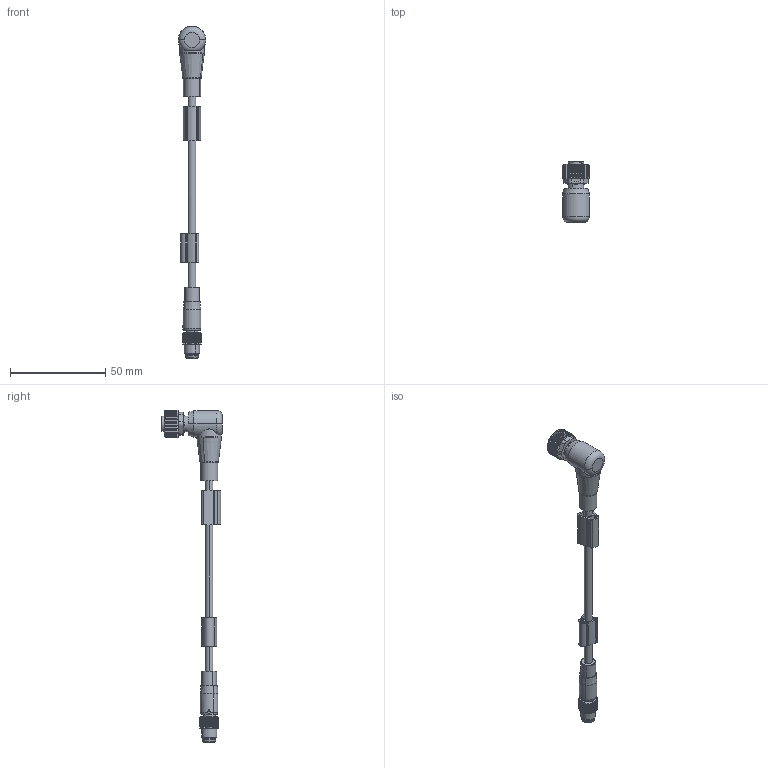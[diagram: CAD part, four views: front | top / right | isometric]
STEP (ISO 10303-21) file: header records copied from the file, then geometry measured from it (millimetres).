
FILE_DESCRIPTION(('CATIA V5 STEP Exchange','CAx-IF Rec.Pracs.--- Model Styling and Organization---1.5--- 2016-08-15','CAx-IF Rec.Pracs.---Supplemental Geometry---1.0---2011-11-01','CAx-IF Rec.Pracs.--- Composite Materials ---1.1---2010-07-15'),'2;1');
FILE_NAME ('268465-2_0', '2025-03-06T07:15:46+00:00', ('none'), ('Weidmueller'), 'CATIA Version 5-6 Release 2022 SP4 HF5', 'CATIA V5 STEP AP214 v3', 'none');
FILE_SCHEMA(('AUTOMOTIVE_DESIGN { 1 0 10303 214 1 1 1 1 }'));
Length unit declared in the file: millimetre
Products named in the file (1): 1026210000
Bounding box: 14.52 x 32 x 174.6 mm (x, y, z)
Volume: 10235.1 mm3; surface area: 8798 mm2
Topology: 1 solids, 8 shells, 719 faces, 1892 edges, 1211 vertices
Faces by surface type: plane 380, cylinder 189, cone 89, torus 32, bspline 19, sphere 6, revolution 4
Entity records: 22847 total; most frequent: CARTESIAN_POINT 6859, ORIENTED_EDGE 3752, DIRECTION 2270, EDGE_CURVE 1876, VERTEX_POINT 1211, AXIS2_PLACEMENT_3D 1035, EDGE_LOOP 783, ADVANCED_FACE 719
